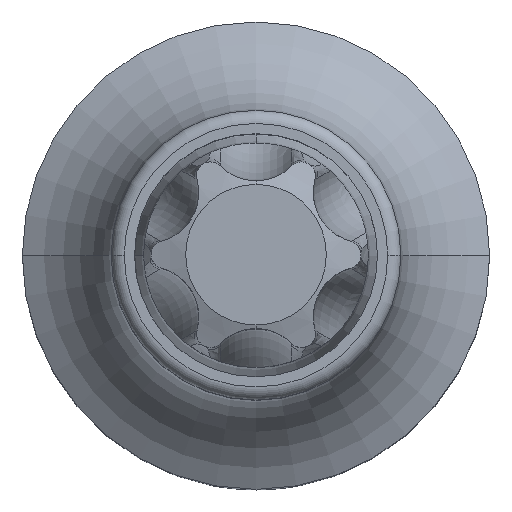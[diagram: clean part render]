
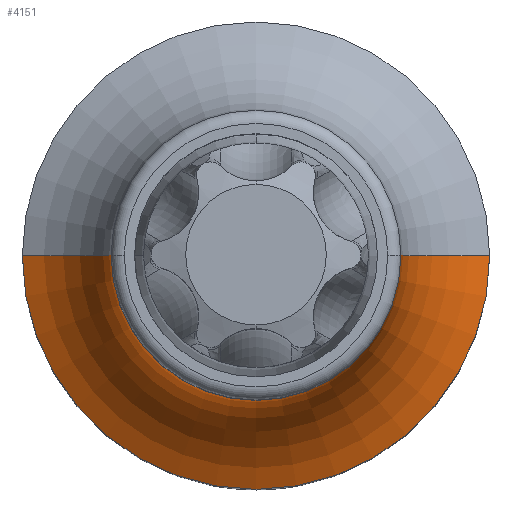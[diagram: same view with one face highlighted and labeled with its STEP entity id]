
A CAD part, top view. The second image highlights one B-rep face of the part: STEP entity #4151.
In plain terms, the highlighted toroidal (fillet/blend) face has major radius 15.75 mm and minor radius 8 mm.
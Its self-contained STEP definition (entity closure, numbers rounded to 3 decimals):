
#3619=CARTESIAN_POINT('',(0.,0.,18.7));
#3620=DIRECTION('',(0.,0.,1.));
#3621=DIRECTION('',(-1.,0.,0.));
#3622=AXIS2_PLACEMENT_3D('',#3619,#3620,#3621);
#3712=CARTESIAN_POINT('',(15.75,0.,
26.01));
#3713=DIRECTION('',(0.,1.,0.));
#3714=DIRECTION('',(-0.406,0.,-0.914));
#3715=AXIS2_PLACEMENT_3D('',#3712,#3713,#3714);
#3720=CARTESIAN_POINT('',(-15.75,0.,
26.01));
#3721=DIRECTION('',(0.,-1.,0.));
#3722=DIRECTION('',(0.406,0.,-0.914));
#3723=AXIS2_PLACEMENT_3D('',#3720,#3721,#3722);
#3736=CARTESIAN_POINT('',(0.,0.,26.01));
#3737=DIRECTION('',(0.,0.,1.));
#3738=DIRECTION('',(-1.,0.,0.));
#3739=AXIS2_PLACEMENT_3D('',#3736,#3737,#3738);
#3868=CARTESIAN_POINT('',(-12.5,0.,18.7));
#3869=CARTESIAN_POINT('',(12.5,0.,18.7));
#3870=VERTEX_POINT('',#3868);
#3871=VERTEX_POINT('',#3869);
#3872=CARTESIAN_POINT('',(-7.75,0.,26.01));
#3873=CARTESIAN_POINT('',(7.75,0.,26.01));
#3874=VERTEX_POINT('',#3872);
#3875=VERTEX_POINT('',#3873);
#4139=CARTESIAN_POINT('',(0.,0.,26.01));
#4140=DIRECTION('',(0.,0.,1.));
#4141=DIRECTION('',(-1.,0.,0.));
#4142=AXIS2_PLACEMENT_3D('',#4139,#4140,#4141);
#4143=TOROIDAL_SURFACE('',#4142,15.75,8.);
#4144=ORIENTED_EDGE('',*,*,#4073,.F.);
#4145=ORIENTED_EDGE('',*,*,#4134,.T.);
#4147=ORIENTED_EDGE('',*,*,#4146,.T.);
#4148=ORIENTED_EDGE('',*,*,#4130,.F.);
#4149=EDGE_LOOP('',(#4144,#4145,#4147,#4148));
#4150=FACE_OUTER_BOUND('',#4149,.F.);
#4151=ADVANCED_FACE('',(#4150),#4143,.F.);
#3623=CIRCLE('',#3622,12.5);
#3716=CIRCLE('',#3715,8.);
#3724=CIRCLE('',#3723,8.);
#3740=CIRCLE('',#3739,7.75);
#4073=EDGE_CURVE('',#3870,#3871,#3623,.T.);
#4130=EDGE_CURVE('',#3871,#3875,#3716,.T.);
#4134=EDGE_CURVE('',#3870,#3874,#3724,.T.);
#4146=EDGE_CURVE('',#3874,#3875,#3740,.T.);
